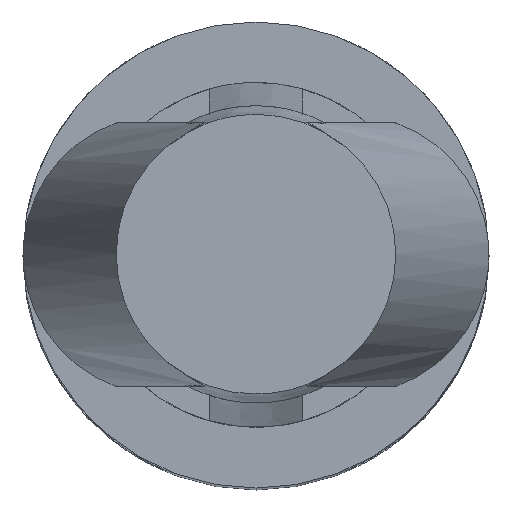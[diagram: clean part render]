
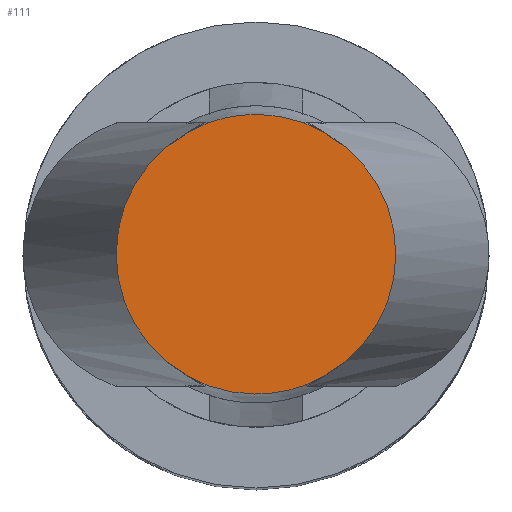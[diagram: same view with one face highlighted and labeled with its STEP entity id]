
A CAD part, top view. The second image highlights one B-rep face of the part: STEP entity #111.
In plain terms, the highlighted planar face has unit normal (0, 0, 1).
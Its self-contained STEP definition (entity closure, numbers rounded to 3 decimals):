
#111 = ADVANCED_FACE( '', ( #281 ), #282, .T. );
#281 = FACE_OUTER_BOUND( '', #547, .T. );
#282 = PLANE( '', #548 );
#547 = EDGE_LOOP( '', ( #898, #899, #900, #901, #902, #903, #904, #905 ) );
#548 = AXIS2_PLACEMENT_3D( '', #906, #907, #908 );
#898 = ORIENTED_EDGE( '', *, *, #1518, .F. );
#899 = ORIENTED_EDGE( '', *, *, #1519, .T. );
#900 = ORIENTED_EDGE( '', *, *, #1520, .F. );
#901 = ORIENTED_EDGE( '', *, *, #1521, .F. );
#902 = ORIENTED_EDGE( '', *, *, #1522, .F. );
#903 = ORIENTED_EDGE( '', *, *, #1523, .T. );
#904 = ORIENTED_EDGE( '', *, *, #1524, .F. );
#905 = ORIENTED_EDGE( '', *, *, #1525, .T. );
#906 = CARTESIAN_POINT( '', ( 0., 0., 10.9 ) );
#907 = DIRECTION( '', ( 0., 0., 1. ) );
#908 = DIRECTION( '', ( 1., 0., 0. ) );
#1518 = EDGE_CURVE( '', #1805, #1806, #1807, .T. );
#1519 = EDGE_CURVE( '', #1805, #1808, #1809, .T. );
#1520 = EDGE_CURVE( '', #1810, #1808, #1811, .T. );
#1521 = EDGE_CURVE( '', #1812, #1810, #1813, .T. );
#1522 = EDGE_CURVE( '', #1814, #1812, #1815, .T. );
#1523 = EDGE_CURVE( '', #1814, #1816, #1817, .T. );
#1524 = EDGE_CURVE( '', #1818, #1816, #1819, .T. );
#1525 = EDGE_CURVE( '', #1818, #1806, #1820, .F. );
#1805 = VERTEX_POINT( '', #2230 );
#1806 = VERTEX_POINT( '', #2231 );
#1807 = CIRCLE( '', #2232, 1.5 );
#1808 = VERTEX_POINT( '', #2233 );
#1809 = B_SPLINE_CURVE_WITH_KNOTS( '', 2, ( #2234, #2235, #2236, #2237, #2238 ), .UNSPECIFIED., .F., .F., ( 3, 2, 3 ), ( 0., 0.5, 1. ), .UNSPECIFIED. );
#1810 = VERTEX_POINT( '', #2239 );
#1811 = CIRCLE( '', #2240, 1.5 );
#1812 = VERTEX_POINT( '', #2241 );
#1813 = CIRCLE( '', #2242, 1.5 );
#1814 = VERTEX_POINT( '', #2243 );
#1815 = CIRCLE( '', #2244, 1.5 );
#1816 = VERTEX_POINT( '', #2245 );
#1817 = B_SPLINE_CURVE_WITH_KNOTS( '', 2, ( #2246, #2247, #2248, #2249, #2250 ), .UNSPECIFIED., .F., .F., ( 3, 2, 3 ), ( 0., 0.5, 1. ), .UNSPECIFIED. );
#1818 = VERTEX_POINT( '', #2251 );
#1819 = CIRCLE( '', #2252, 1.5 );
#1820 = CIRCLE( '', #2253, 1.5 );
#2230 = CARTESIAN_POINT( '', ( -0.5, -1.414, 10.9 ) );
#2231 = CARTESIAN_POINT( '', ( -0.525, -1.405, 10.9 ) );
#2232 = AXIS2_PLACEMENT_3D( '', #2787, #2788, #2789 );
#2233 = CARTESIAN_POINT( '', ( 0.5, -1.414, 10.9 ) );
#2234 = CARTESIAN_POINT( '', ( -0.5, -1.414, 10.9 ) );
#2235 = CARTESIAN_POINT( '', ( -0.258, -1.5, 10.9 ) );
#2236 = CARTESIAN_POINT( '', ( 0., -1.5, 10.9 ) );
#2237 = CARTESIAN_POINT( '', ( 0.257, -1.5, 10.9 ) );
#2238 = CARTESIAN_POINT( '', ( 0.5, -1.414, 10.9 ) );
#2239 = CARTESIAN_POINT( '', ( 0.525, -1.405, 10.9 ) );
#2240 = AXIS2_PLACEMENT_3D( '', #2790, #2791, #2792 );
#2241 = CARTESIAN_POINT( '', ( 0.525, 1.405, 10.9 ) );
#2242 = AXIS2_PLACEMENT_3D( '', #2793, #2794, #2795 );
#2243 = CARTESIAN_POINT( '', ( 0.5, 1.414, 10.9 ) );
#2244 = AXIS2_PLACEMENT_3D( '', #2796, #2797, #2798 );
#2245 = CARTESIAN_POINT( '', ( -0.5, 1.414, 10.9 ) );
#2246 = CARTESIAN_POINT( '', ( 0.5, 1.414, 10.9 ) );
#2247 = CARTESIAN_POINT( '', ( 0.258, 1.5, 10.9 ) );
#2248 = CARTESIAN_POINT( '', ( 0., 1.5, 10.9 ) );
#2249 = CARTESIAN_POINT( '', ( -0.257, 1.5, 10.9 ) );
#2250 = CARTESIAN_POINT( '', ( -0.5, 1.414, 10.9 ) );
#2251 = CARTESIAN_POINT( '', ( -0.525, 1.405, 10.9 ) );
#2252 = AXIS2_PLACEMENT_3D( '', #2799, #2800, #2801 );
#2253 = AXIS2_PLACEMENT_3D( '', #2802, #2803, #2804 );
#2787 = CARTESIAN_POINT( '', ( 0., 0., 10.9 ) );
#2788 = DIRECTION( '', ( 0., 0., -1. ) );
#2789 = DIRECTION( '', ( 0., 1., 0. ) );
#2790 = CARTESIAN_POINT( '', ( 0., 0., 10.9 ) );
#2791 = DIRECTION( '', ( 0., 0., -1. ) );
#2792 = DIRECTION( '', ( 0., 1., 0. ) );
#2793 = CARTESIAN_POINT( '', ( 0., 0., 10.9 ) );
#2794 = DIRECTION( '', ( 0., 0., -1. ) );
#2795 = DIRECTION( '', ( 0., 1., 0. ) );
#2796 = CARTESIAN_POINT( '', ( 0., 0., 10.9 ) );
#2797 = DIRECTION( '', ( 0., 0., -1. ) );
#2798 = DIRECTION( '', ( 0., 1., 0. ) );
#2799 = CARTESIAN_POINT( '', ( 0., 0., 10.9 ) );
#2800 = DIRECTION( '', ( 0., 0., -1. ) );
#2801 = DIRECTION( '', ( 0., 1., 0. ) );
#2802 = CARTESIAN_POINT( '', ( 0., 0., 10.9 ) );
#2803 = DIRECTION( '', ( 0., 0., -1. ) );
#2804 = DIRECTION( '', ( 1., 0., 0. ) );
